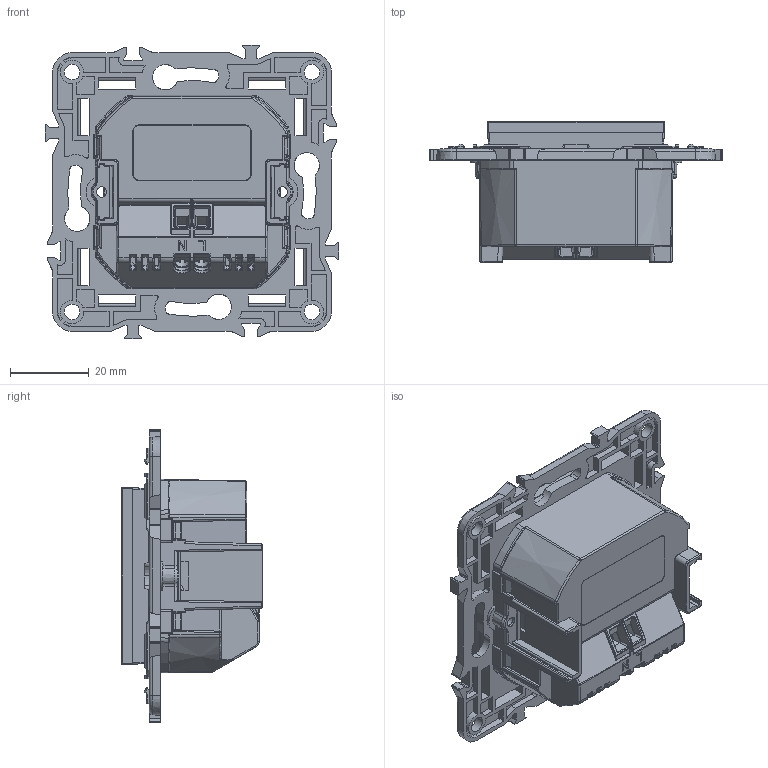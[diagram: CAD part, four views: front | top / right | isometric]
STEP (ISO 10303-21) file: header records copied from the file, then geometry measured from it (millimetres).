
FILE_DESCRIPTION (( 'STEP AP203' ), '1' );
FILE_NAME ('SKANDY Ïîäñâåòêà LED âñòðàèâàåìàÿ.STEP', '2025-02-14T12:59:56', ( '' ), ( '' ), 'SwSTEP 2.0', 'SolidWorks 2022', '' );
FILE_SCHEMA (( 'CONFIG_CONTROL_DESIGN' ));
Length unit declared in the file: millimetre
Products named in the file (1): SKANDY Подсветка LED встраиваемая
Bounding box: 74.7 x 35.8 x 74.7 mm (x, y, z)
Volume: 42910.8 mm3; surface area: 39133.8 mm2
Topology: 4 solids, 4 shells, 2560 faces, 7035 edges, 4466 vertices
Faces by surface type: plane 1344, cylinder 772, bspline 213, torus 127, cone 100, sphere 4
Entity records: 92798 total; most frequent: CARTESIAN_POINT 30590, ORIENTED_EDGE 14070, DIRECTION 11485, EDGE_CURVE 7035, VERTEX_POINT 4466, LINE 4437, VECTOR 4437, AXIS2_PLACEMENT_3D 3524
